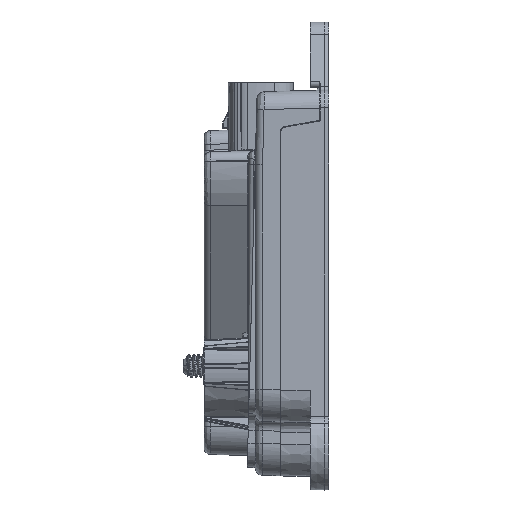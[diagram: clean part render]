
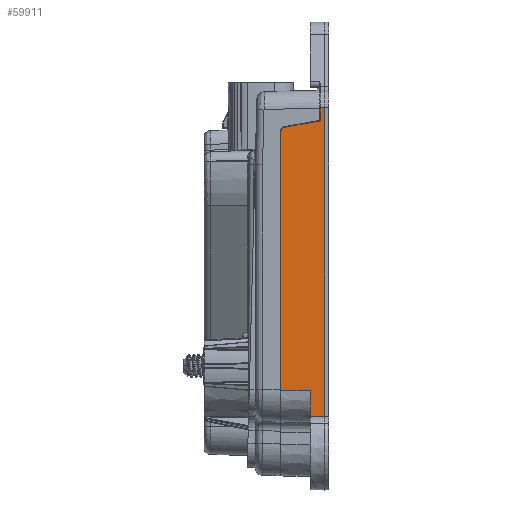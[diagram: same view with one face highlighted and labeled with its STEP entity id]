
A CAD part, left-side view. The second image highlights one B-rep face of the part: STEP entity #59911.
In plain terms, the highlighted planar face has unit normal (-1, 0.018, 0).
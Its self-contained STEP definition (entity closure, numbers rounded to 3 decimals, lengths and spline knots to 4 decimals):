
#7654=DIRECTION('',(0.,0.,1.));
#7655=VECTOR('',#7654,0.1295);
#7656=CARTESIAN_POINT('',(-2.8531,0.093,1.4514));
#7657=LINE('',#7656,#7655);
#10930=DIRECTION('',(0.,0.,1.));
#10931=VECTOR('',#10930,2.7576);
#10932=CARTESIAN_POINT('',(-2.8458,0.513,-1.4307));
#10933=LINE('',#10932,#10931);
#14276=DIRECTION('',(0.,0.,-1.));
#14277=VECTOR('',#14276,0.2714);
#14278=CARTESIAN_POINT('',(-2.8513,0.2,-1.4307));
#14279=LINE('',#14278,#14277);
#14329=CARTESIAN_POINT('',(-2.8539,0.047,
-1.7011));
#14330=CARTESIAN_POINT('',(-2.8536,0.064,
-1.7012));
#14331=CARTESIAN_POINT('',(-2.853,0.098,
-1.7014));
#14332=CARTESIAN_POINT('',(-2.8521,0.149,
-1.7018));
#14333=CARTESIAN_POINT('',(-2.8516,0.183,
-1.702));
#14334=CARTESIAN_POINT('',(-2.8513,0.2,-1.7021));
#14336=DIRECTION('',(0.017,1.,0.));
#14337=VECTOR('',#14336,0.313);
#14338=CARTESIAN_POINT('',(-2.8513,0.2,-1.4307));
#14339=LINE('',#14338,#14337);
#14340=CARTESIAN_POINT('',(-2.8465,0.4717,
1.3762));
#14341=CARTESIAN_POINT('',(-2.8464,0.4786,
1.375));
#14342=CARTESIAN_POINT('',(-2.8462,0.4897,
1.3703));
#14343=CARTESIAN_POINT('',(-2.846,0.502,
1.3597));
#14344=CARTESIAN_POINT('',(-2.8458,0.5103,
1.3457));
#14345=CARTESIAN_POINT('',(-2.8458,0.513,1.334));
#14346=CARTESIAN_POINT('',(-2.8458,0.513,1.327));
#14348=DIRECTION('',(-0.017,-1.,0.017));
#14349=VECTOR('',#14348,0.046);
#14350=CARTESIAN_POINT('',(-2.8531,0.093,1.5809));
#14351=LINE('',#14350,#14349);
#14352=DIRECTION('',(0.,0.,1.));
#14353=VECTOR('',#14352,3.2828);
#14354=CARTESIAN_POINT('',(-2.8539,0.047,
-1.7011));
#14355=LINE('',#14354,#14353);
#14389=CARTESIAN_POINT('',(-2.8539,0.047,
-1.7011));
#14415=CARTESIAN_POINT('',(-2.8539,0.047,1.5817));
#14574=DIRECTION('',(0.017,0.985,-0.174));
#14575=VECTOR('',#14574,0.3762);
#14576=CARTESIAN_POINT('',(-2.853,0.1013,
1.4415));
#14577=LINE('',#14576,#14575);
#14586=CARTESIAN_POINT('',(-2.8531,0.093,1.4514));
#14587=CARTESIAN_POINT('',(-2.8531,0.093,1.4486));
#14588=CARTESIAN_POINT('',(-2.8531,0.0949,
1.4446));
#14589=CARTESIAN_POINT('',(-2.853,0.0985,
1.442));
#14590=CARTESIAN_POINT('',(-2.853,0.1013,
1.4415));
#30573=VERTEX_POINT('',#14415);
#30575=CARTESIAN_POINT('',(-2.8458,0.513,-1.4307));
#30577=VERTEX_POINT('',#30575);
#30594=CARTESIAN_POINT('',(-2.8513,0.2,-1.4307));
#30595=VERTEX_POINT('',#30594);
#30628=CARTESIAN_POINT('',(-2.8465,0.4717,
1.3762));
#30630=VERTEX_POINT('',#30628);
#30632=VERTEX_POINT('',#14346);
#30645=CARTESIAN_POINT('',(-2.853,0.1013,
1.4415));
#30647=VERTEX_POINT('',#30645);
#30649=CARTESIAN_POINT('',(-2.8531,0.093,1.4514));
#30651=VERTEX_POINT('',#30649);
#30653=CARTESIAN_POINT('',(-2.8531,0.093,1.5809));
#30654=VERTEX_POINT('',#30653);
#30944=VERTEX_POINT('',#14389);
#30994=VERTEX_POINT('',#14334);
#59888=CARTESIAN_POINT('',(-2.8539,0.047,-1.7495));
#59889=DIRECTION('',(-1.,0.017,0.));
#59890=DIRECTION('',(0.,0.,1.));
#59891=AXIS2_PLACEMENT_3D('',#59888,#59889,#59890);
#59892=PLANE('',#59891);
#59894=ORIENTED_EDGE('',*,*,#59893,.T.);
#59895=ORIENTED_EDGE('',*,*,#59768,.F.);
#59896=ORIENTED_EDGE('',*,*,#59874,.T.);
#59897=ORIENTED_EDGE('',*,*,#53363,.T.);
#59899=ORIENTED_EDGE('',*,*,#59898,.F.);
#59901=ORIENTED_EDGE('',*,*,#59900,.F.);
#59903=ORIENTED_EDGE('',*,*,#59902,.F.);
#59904=ORIENTED_EDGE('',*,*,#47736,.T.);
#59906=ORIENTED_EDGE('',*,*,#59905,.T.);
#59908=ORIENTED_EDGE('',*,*,#59907,.F.);
#59909=EDGE_LOOP('',(#59894,#59895,#59896,#59897,#59899,#59901,#59903,#59904,
#59906,#59908));
#59910=FACE_OUTER_BOUND('',#59909,.F.);
#14335=B_SPLINE_CURVE_WITH_KNOTS('',3,(#14329,#14330,#14331,#14332,#14333,
#14334),.UNSPECIFIED.,.F.,.F.,(4,1,1,4),(0.,0.3333,
0.6667,1.),.UNSPECIFIED.);
#14347=B_SPLINE_CURVE_WITH_KNOTS('',3,(#14340,#14341,#14342,#14343,#14344,
#14345,#14346),.UNSPECIFIED.,.F.,.F.,(4,1,1,1,4),(0.,0.25,0.5,0.75,
1.),.UNSPECIFIED.);
#14591=B_SPLINE_CURVE_WITH_KNOTS('',3,(#14586,#14587,#14588,#14589,#14590),
.UNSPECIFIED.,.F.,.F.,(4,1,4),(0.,0.5,1.),.UNSPECIFIED.);
#47736=EDGE_CURVE('',#30651,#30654,#7657,.T.);
#53363=EDGE_CURVE('',#30577,#30632,#10933,.T.);
#59768=EDGE_CURVE('',#30595,#30994,#14279,.T.);
#59874=EDGE_CURVE('',#30595,#30577,#14339,.T.);
#59893=EDGE_CURVE('',#30944,#30994,#14335,.T.);
#59898=EDGE_CURVE('',#30630,#30632,#14347,.T.);
#59900=EDGE_CURVE('',#30647,#30630,#14577,.T.);
#59902=EDGE_CURVE('',#30651,#30647,#14591,.T.);
#59905=EDGE_CURVE('',#30654,#30573,#14351,.T.);
#59907=EDGE_CURVE('',#30944,#30573,#14355,.T.);
#59911=ADVANCED_FACE('',(#59910),#59892,.T.);
